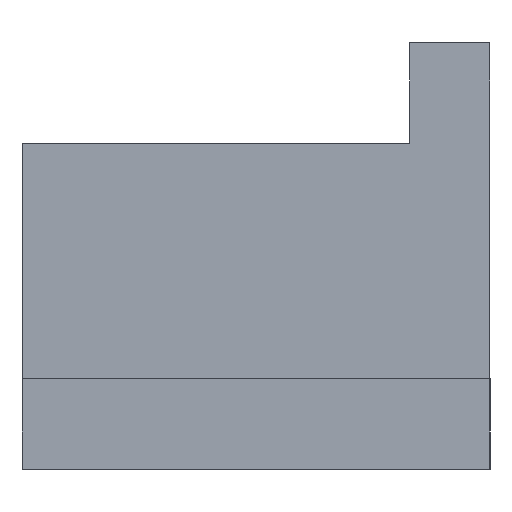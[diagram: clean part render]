
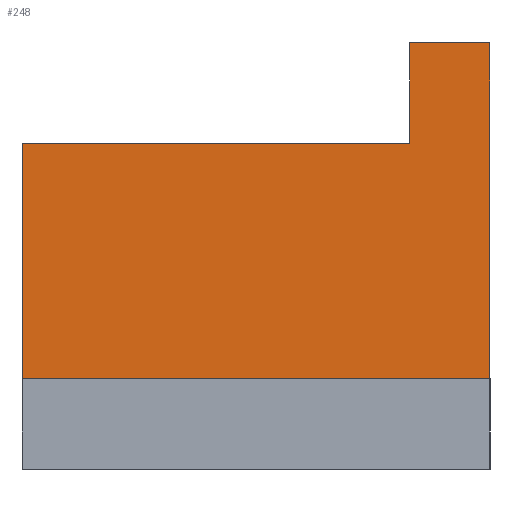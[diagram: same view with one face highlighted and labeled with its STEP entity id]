
A CAD part, left-side view. The second image highlights one B-rep face of the part: STEP entity #248.
In plain terms, the highlighted planar face has unit normal (-1, 0, 0).
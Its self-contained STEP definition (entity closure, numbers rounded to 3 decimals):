
#23=FACE_OUTER_BOUND('',#37,.T.);
#37=EDGE_LOOP('',(#178,#179,#180,#181,#182,#183));
#49=LINE('',#359,#80);
#52=LINE('',#365,#83);
#56=LINE('',#378,#87);
#57=LINE('',#380,#88);
#58=LINE('',#382,#89);
#59=LINE('',#383,#90);
#80=VECTOR('',#293,10.);
#83=VECTOR('',#298,10.);
#87=VECTOR('',#312,10.);
#88=VECTOR('',#313,10.);
#89=VECTOR('',#314,10.);
#90=VECTOR('',#315,10.);
#110=VERTEX_POINT('',#355);
#112=VERTEX_POINT('',#358);
#114=VERTEX_POINT('',#364);
#118=VERTEX_POINT('',#377);
#119=VERTEX_POINT('',#379);
#120=VERTEX_POINT('',#381);
#133=EDGE_CURVE('',#110,#112,#49,.T.);
#136=EDGE_CURVE('',#112,#114,#52,.T.);
#142=EDGE_CURVE('',#114,#118,#56,.T.);
#143=EDGE_CURVE('',#110,#119,#57,.T.);
#144=EDGE_CURVE('',#120,#119,#58,.T.);
#145=EDGE_CURVE('',#118,#120,#59,.T.);
#178=ORIENTED_EDGE('',*,*,#142,.F.);
#179=ORIENTED_EDGE('',*,*,#136,.F.);
#180=ORIENTED_EDGE('',*,*,#133,.F.);
#181=ORIENTED_EDGE('',*,*,#143,.T.);
#182=ORIENTED_EDGE('',*,*,#144,.F.);
#183=ORIENTED_EDGE('',*,*,#145,.F.);
#234=PLANE('',#278);
#248=ADVANCED_FACE('',(#23),#234,.T.);
#278=AXIS2_PLACEMENT_3D('',#376,#310,#311);
#293=DIRECTION('',(0.,0.,1.));
#298=DIRECTION('',(0.,-1.,0.));
#310=DIRECTION('center_axis',(-1.,0.,0.));
#311=DIRECTION('ref_axis',(0.,0.,1.));
#312=DIRECTION('',(0.,0.,-1.));
#313=DIRECTION('',(0.,1.,0.));
#314=DIRECTION('',(0.,0.,1.));
#315=DIRECTION('',(0.,1.,0.));
#355=CARTESIAN_POINT('',(1.3,1.2,4.875));
#358=CARTESIAN_POINT('',(1.3,1.2,6.375));
#359=CARTESIAN_POINT('',(1.3,1.2,4.875));
#364=CARTESIAN_POINT('',(1.3,0.,6.375));
#365=CARTESIAN_POINT('',(1.3,1.2,6.375));
#376=CARTESIAN_POINT('Origin',(1.3,0.,1.35));
#377=CARTESIAN_POINT('',(1.3,0.,1.35));
#378=CARTESIAN_POINT('',(1.3,0.,4.875));
#379=CARTESIAN_POINT('',(1.3,7.,4.875));
#380=CARTESIAN_POINT('',(1.3,0.,4.875));
#381=CARTESIAN_POINT('',(1.3,7.,1.35));
#382=CARTESIAN_POINT('',(1.3,7.,4.875));
#383=CARTESIAN_POINT('',(1.3,0.,1.35));
